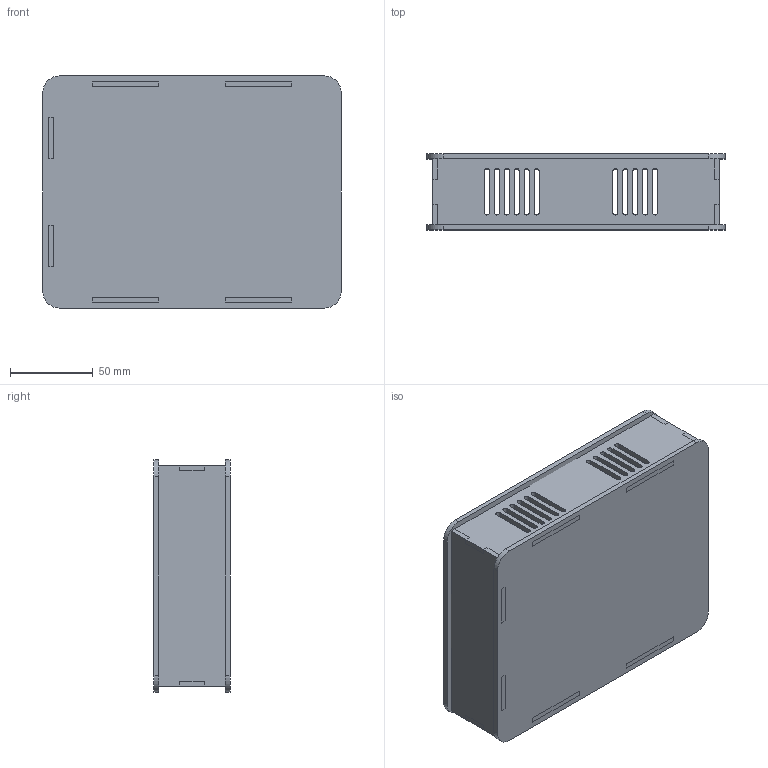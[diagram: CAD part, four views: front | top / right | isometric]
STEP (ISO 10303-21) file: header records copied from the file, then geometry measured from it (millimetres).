
FILE_DESCRIPTION (( 'STEP AP203' ), '1' );
FILE_NAME ('×°ÅäÌå1.STEP', '2021-10-12T16:12:15', ( '' ), ( '' ), 'SwSTEP 2.0', 'SolidWorks 2016', '' );
FILE_SCHEMA (( 'CONFIG_CONTROL_DESIGN' ));
Length unit declared in the file: millimetre
Products named in the file (6): 4; 2; 1; 5; 3; 蚾饜极1
Assembly tree (6 placements, depth 2):
  蚾饜极1
    1
    2
    3  x2
    4
    5
Bounding box: 180 x 46 x 140 mm (x, y, z)
Volume: 214204.1 mm3; surface area: 159075.8 mm2
Topology: 6 solids, 6 shells, 295 faces, 849 edges, 566 vertices
Faces by surface type: plane 214, cylinder 81
Entity records: 7993 total; most frequent: CARTESIAN_POINT 1285, ORIENTED_EDGE 1266, DIRECTION 1211, EDGE_CURVE 633, LINE 515, VECTOR 515, VERTEX_POINT 422, AXIS2_PLACEMENT_3D 348
